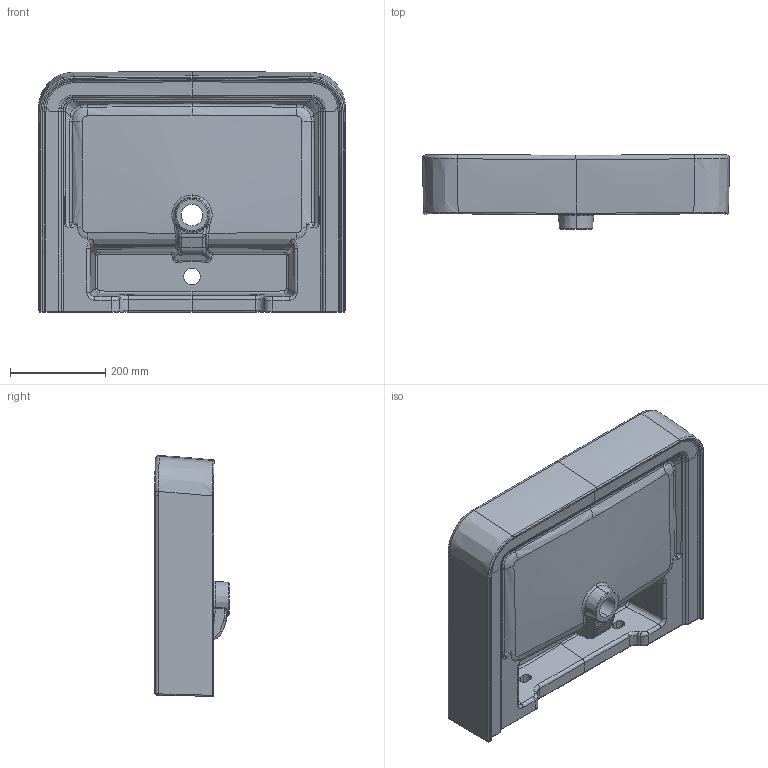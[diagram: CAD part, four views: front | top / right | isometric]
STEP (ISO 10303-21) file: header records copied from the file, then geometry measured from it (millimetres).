
FILE_DESCRIPTION(/* description */ (''),/* implementation_level */ '2;1');
FILE_NAME(/* name */ '1123 Scala 65 cm lavabo.stp',/* time_stamp */ '2014-04-18T17:34:51+03:00',/* author */ (''),/* organization */ (''),/* preprocessor_version */ 'ST-DEVELOPER v15',/* originating_system */ 'SIEMENS PLM Software NX 8.5',/* authorisation */ '');
FILE_SCHEMA (('AP203_CONFIGURATION_CONTROLLED_3D_DESIGN_OF_MECHANICAL_PARTS_AND_ASSEMBLIES_MIM_LF { 1 0 10303 403 2 1 2}'));
Length unit declared in the file: millimetre
Products named in the file (1): Cosk16F89B977s0k
Bounding box: 645.87 x 155.85 x 506.91 mm (x, y, z)
Volume: 17249809.9 mm3; surface area: 1117944.6 mm2
Topology: 1 solids, 1 shells, 296 faces, 704 edges, 408 vertices
Faces by surface type: bspline 189, cylinder 60, plane 33, cone 8, torus 4, sphere 2
Full cylindrical faces by diameter (mm): 26 x1, 35 x1
Entity records: 18725 total; most frequent: CARTESIAN_POINT 13163, ORIENTED_EDGE 1400, DIRECTION 786, EDGE_CURVE 700, VERTEX_POINT 410, B_SPLINE_CURVE_WITH_KNOTS 334, AXIS2_PLACEMENT_3D 332, EDGE_LOOP 308
